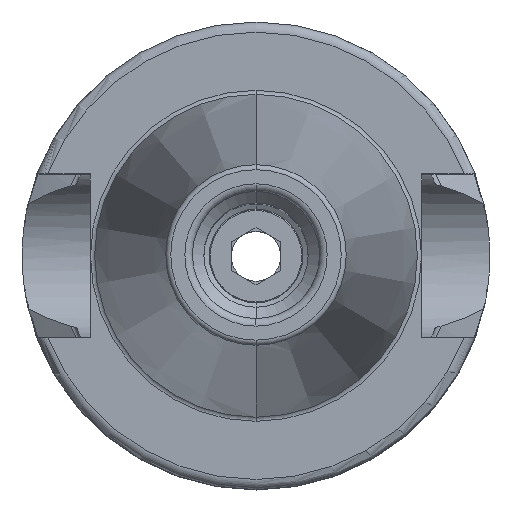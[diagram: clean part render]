
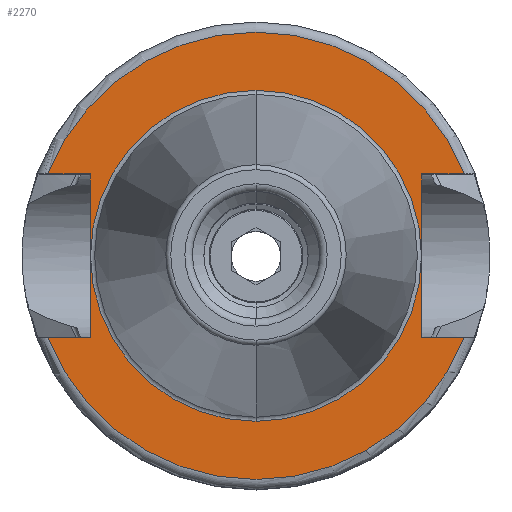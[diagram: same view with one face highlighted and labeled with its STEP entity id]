
A CAD part, top view. The second image highlights one B-rep face of the part: STEP entity #2270.
In plain terms, the highlighted planar face has unit normal (0, 0, 1).
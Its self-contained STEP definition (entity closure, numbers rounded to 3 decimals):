
#640=DIRECTION('',(1,0,0));
#641=VECTOR('',#640,4.174);
#642=CARTESIAN_POINT('',(-20.474,-8.05,20));
#643=LINE('',#642,#641);
#644=DIRECTION('',(0,1,0));
#645=VECTOR('',#644,16.1);
#646=CARTESIAN_POINT('',(-16.3,-8.05,20));
#647=LINE('',#646,#645);
#648=DIRECTION('',(1,0,0));
#649=VECTOR('',#648,4.174);
#650=CARTESIAN_POINT('',(-20.474,8.05,20));
#651=LINE('',#650,#649);
#652=DIRECTION('',(-1,0,0));
#653=VECTOR('',#652,4.174);
#654=CARTESIAN_POINT('',(20.474,8.05,20));
#655=LINE('',#654,#653);
#656=DIRECTION('',(0,-1,0));
#657=VECTOR('',#656,16.1);
#658=CARTESIAN_POINT('',(16.3,8.05,20));
#659=LINE('',#658,#657);
#660=DIRECTION('',(-1,0,0));
#661=VECTOR('',#660,4.174);
#662=CARTESIAN_POINT('',(20.474,-8.05,20));
#663=LINE('',#662,#661);
#674=CARTESIAN_POINT('',(0,0,20));
#675=DIRECTION('',(0,0,1));
#676=DIRECTION('',(0,1,0));
#677=AXIS2_PLACEMENT_3D('',#674,#675,#676);
#679=CARTESIAN_POINT('',(0,0,20));
#680=DIRECTION('',(0,0,-1));
#681=DIRECTION('',(0,1,0));
#682=AXIS2_PLACEMENT_3D('',#679,#680,#681);
#919=CARTESIAN_POINT('',(0,0,20));
#920=DIRECTION('',(0,0,1));
#921=DIRECTION('',(-0.931,-0.366,0));
#922=AXIS2_PLACEMENT_3D('',#919,#920,#921);
#936=CARTESIAN_POINT('',(0,0,20));
#937=DIRECTION('',(0,0,1));
#938=DIRECTION('',(0.931,0.366,0));
#939=AXIS2_PLACEMENT_3D('',#936,#937,#938);
#1273=CARTESIAN_POINT('',(-20.474,-8.05,20));
#1274=CARTESIAN_POINT('',(-16.3,-8.05,20));
#1275=VERTEX_POINT('',#1273);
#1276=VERTEX_POINT('',#1274);
#1277=CARTESIAN_POINT('',(-16.3,8.05,20));
#1278=VERTEX_POINT('',#1277);
#1279=CARTESIAN_POINT('',(-20.474,8.05,20));
#1280=VERTEX_POINT('',#1279);
#1281=CARTESIAN_POINT('',(16.3,8.05,20));
#1282=CARTESIAN_POINT('',(16.3,-8.05,20));
#1283=VERTEX_POINT('',#1281);
#1284=VERTEX_POINT('',#1282);
#1285=CARTESIAN_POINT('',(20.474,-8.05,20));
#1286=VERTEX_POINT('',#1285);
#1287=CARTESIAN_POINT('',(20.474,8.05,20));
#1288=VERTEX_POINT('',#1287);
#1331=CARTESIAN_POINT('',(0,16.275,20));
#1333=VERTEX_POINT('',#1331);
#1337=CARTESIAN_POINT('',(0,-16.275,20));
#1339=VERTEX_POINT('',#1337);
#2247=CARTESIAN_POINT('',(0,0,20));
#2248=DIRECTION('',(0,0,-1));
#2249=DIRECTION('',(0,-1,0));
#2250=AXIS2_PLACEMENT_3D('',#2247,#2248,#2249);
#2251=PLANE('',#2250);
#2252=ORIENTED_EDGE('',*,*,#2238,.T.);
#2253=ORIENTED_EDGE('',*,*,#2063,.T.);
#2254=ORIENTED_EDGE('',*,*,#2082,.F.);
#2256=ORIENTED_EDGE('',*,*,#2255,.F.);
#2257=ORIENTED_EDGE('',*,*,#2163,.T.);
#2258=ORIENTED_EDGE('',*,*,#2181,.T.);
#2259=ORIENTED_EDGE('',*,*,#2198,.F.);
#2261=ORIENTED_EDGE('',*,*,#2260,.F.);
#2262=EDGE_LOOP('',(#2252,#2253,#2254,#2256,#2257,#2258,#2259,#2261));
#2263=FACE_OUTER_BOUND('',#2262,.F.);
#2265=ORIENTED_EDGE('',*,*,#2264,.T.);
#2267=ORIENTED_EDGE('',*,*,#2266,.F.);
#2268=EDGE_LOOP('',(#2265,#2267));
#2269=FACE_BOUND('',#2268,.F.);
#2270=ADVANCED_FACE('',(#2263,#2269),#2251,.F.);
#678=CIRCLE('',#677,16.275);
#683=CIRCLE('',#682,16.275);
#923=CIRCLE('',#922,22);
#940=CIRCLE('',#939,22);
#2063=EDGE_CURVE('',#1276,#1278,#647,.T.);
#2082=EDGE_CURVE('',#1280,#1278,#651,.T.);
#2163=EDGE_CURVE('',#1288,#1283,#655,.T.);
#2181=EDGE_CURVE('',#1283,#1284,#659,.T.);
#2198=EDGE_CURVE('',#1286,#1284,#663,.T.);
#2238=EDGE_CURVE('',#1275,#1276,#643,.T.);
#2255=EDGE_CURVE('',#1288,#1280,#940,.T.);
#2260=EDGE_CURVE('',#1275,#1286,#923,.T.);
#2264=EDGE_CURVE('',#1333,#1339,#678,.T.);
#2266=EDGE_CURVE('',#1333,#1339,#683,.T.);
